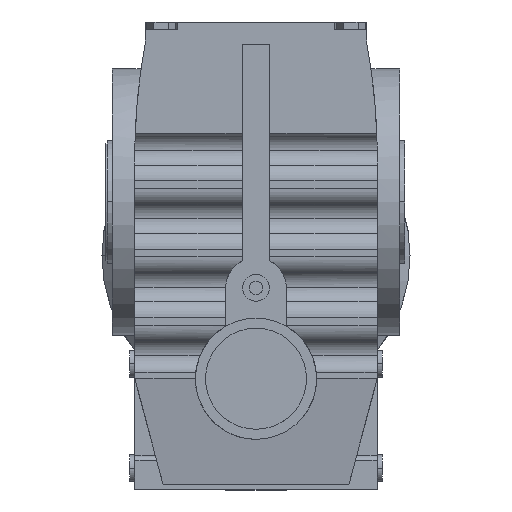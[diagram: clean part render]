
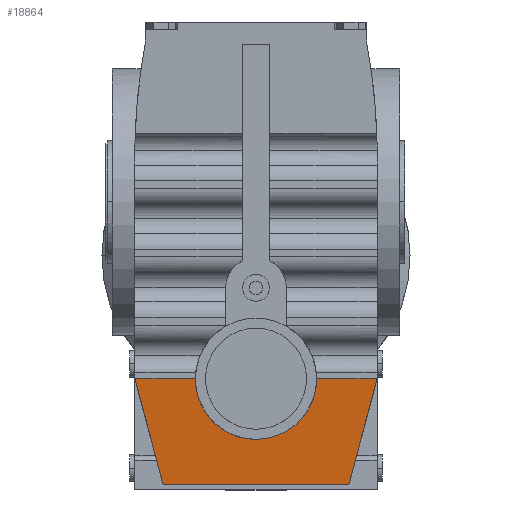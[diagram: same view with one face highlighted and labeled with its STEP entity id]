
A CAD part, top view. The second image highlights one B-rep face of the part: STEP entity #18864.
In plain terms, the highlighted planar face has unit normal (0, -0.126, 0.992).
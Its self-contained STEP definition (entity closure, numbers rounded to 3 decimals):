
#6079 = VERTEX_POINT('',#6080);
#6080 = CARTESIAN_POINT('',(-118.,-120.333,397.25));
#6094 = PLANE('',#6095);
#6095 = AXIS2_PLACEMENT_3D('',#6096,#6097,#6098);
#6096 = CARTESIAN_POINT('',(-118.,-120.333,-3.));
#6097 = DIRECTION('',(-0.966,-0.259,0.));
#6098 = DIRECTION('',(0.259,-0.966,0.));
#6122 = PLANE('',#6123);
#6123 = AXIS2_PLACEMENT_3D('',#6124,#6125,#6126);
#6124 = CARTESIAN_POINT('',(118.,227.,397.25));
#6125 = DIRECTION('',(0.,0.,-1.));
#6126 = DIRECTION('',(0.,1.,0.));
#9763 = VERTEX_POINT('',#9764);
#9764 = CARTESIAN_POINT('',(-90.491,-223.,384.25));
#9778 = PLANE('',#9779);
#9779 = AXIS2_PLACEMENT_3D('',#9780,#9781,#9782);
#9780 = CARTESIAN_POINT('',(118.,-223.,81.25));
#9781 = DIRECTION('',(0.,1.,0.));
#9782 = DIRECTION('',(0.,0.,1.));
#9790 = EDGE_CURVE('',#9763,#6079,#9791,.T.);
#9791 = SURFACE_CURVE('',#9792,(#9796,#9803),.PCURVE_S1.);
#9792 = LINE('',#9793,#9794);
#9793 = CARTESIAN_POINT('',(-76.73,-274.354,
    377.747));
#9794 = VECTOR('',#9795,1.);
#9795 = DIRECTION('',(-0.257,0.959,0.121));
#9796 = PCURVE('',#6094,#9797);
#9797 = DEFINITIONAL_REPRESENTATION('',(#9798),#9802);
#9798 = LINE('',#9799,#9800);
#9799 = CARTESIAN_POINT('',(159.454,380.747));
#9800 = VECTOR('',#9801,1.);
#9801 = DIRECTION('',(-0.993,0.121));
#9802 = ( GEOMETRIC_REPRESENTATION_CONTEXT(2) 
PARAMETRIC_REPRESENTATION_CONTEXT() REPRESENTATION_CONTEXT('2D SPACE',''
  ) );
#9803 = PCURVE('',#9804,#9809);
#9804 = PLANE('',#9805);
#9805 = AXIS2_PLACEMENT_3D('',#9806,#9807,#9808);
#9806 = CARTESIAN_POINT('',(118.,-223.,384.25));
#9807 = DIRECTION('',(0.,0.126,-0.992));
#9808 = DIRECTION('',(0.,0.992,0.126));
#9809 = DEFINITIONAL_REPRESENTATION('',(#9810),#9814);
#9810 = LINE('',#9811,#9812);
#9811 = CARTESIAN_POINT('',(-51.764,-194.73));
#9812 = VECTOR('',#9813,1.);
#9813 = DIRECTION('',(0.966,-0.257));
#9814 = ( GEOMETRIC_REPRESENTATION_CONTEXT(2) 
PARAMETRIC_REPRESENTATION_CONTEXT() REPRESENTATION_CONTEXT('2D SPACE',''
  ) );
#12651 = VERTEX_POINT('',#12652);
#12652 = CARTESIAN_POINT('',(-59.,-120.333,397.25));
#12679 = EDGE_CURVE('',#12651,#6079,#12680,.T.);
#12680 = SURFACE_CURVE('',#12681,(#12685,#12692),.PCURVE_S1.);
#12681 = LINE('',#12682,#12683);
#12682 = CARTESIAN_POINT('',(118.,-120.333,397.25));
#12683 = VECTOR('',#12684,1.);
#12684 = DIRECTION('',(-1.,0.,0.));
#12685 = PCURVE('',#6122,#12686);
#12686 = DEFINITIONAL_REPRESENTATION('',(#12687),#12691);
#12687 = LINE('',#12688,#12689);
#12688 = CARTESIAN_POINT('',(-347.333,0.));
#12689 = VECTOR('',#12690,1.);
#12690 = DIRECTION('',(0.,-1.));
#12691 = ( GEOMETRIC_REPRESENTATION_CONTEXT(2) 
PARAMETRIC_REPRESENTATION_CONTEXT() REPRESENTATION_CONTEXT('2D SPACE',''
  ) );
#12692 = PCURVE('',#9804,#12693);
#12693 = DEFINITIONAL_REPRESENTATION('',(#12694),#12698);
#12694 = LINE('',#12695,#12696);
#12695 = CARTESIAN_POINT('',(103.486,0.));
#12696 = VECTOR('',#12697,1.);
#12697 = DIRECTION('',(0.,-1.));
#12698 = ( GEOMETRIC_REPRESENTATION_CONTEXT(2) 
PARAMETRIC_REPRESENTATION_CONTEXT() REPRESENTATION_CONTEXT('2D SPACE',''
  ) );
#13000 = PLANE('',#13001);
#13001 = AXIS2_PLACEMENT_3D('',#13002,#13003,#13004);
#13002 = CARTESIAN_POINT('',(118.,-120.333,-3.));
#13003 = DIRECTION('',(0.966,-0.259,0.));
#13004 = DIRECTION('',(0.259,0.966,0.));
#18821 = VERTEX_POINT('',#18822);
#18822 = CARTESIAN_POINT('',(90.491,-223.,384.25));
#18843 = EDGE_CURVE('',#18821,#9763,#18844,.T.);
#18844 = SURFACE_CURVE('',#18845,(#18849,#18856),.PCURVE_S1.);
#18845 = LINE('',#18846,#18847);
#18846 = CARTESIAN_POINT('',(118.,-223.,384.25));
#18847 = VECTOR('',#18848,1.);
#18848 = DIRECTION('',(-1.,0.,0.));
#18849 = PCURVE('',#9778,#18850);
#18850 = DEFINITIONAL_REPRESENTATION('',(#18851),#18855);
#18851 = LINE('',#18852,#18853);
#18852 = CARTESIAN_POINT('',(303.,0.));
#18853 = VECTOR('',#18854,1.);
#18854 = DIRECTION('',(0.,-1.));
#18855 = ( GEOMETRIC_REPRESENTATION_CONTEXT(2) 
PARAMETRIC_REPRESENTATION_CONTEXT() REPRESENTATION_CONTEXT('2D SPACE',''
  ) );
#18856 = PCURVE('',#9804,#18857);
#18857 = DEFINITIONAL_REPRESENTATION('',(#18858),#18862);
#18858 = LINE('',#18859,#18860);
#18859 = CARTESIAN_POINT('',(0.,0.));
#18860 = VECTOR('',#18861,1.);
#18861 = DIRECTION('',(0.,-1.));
#18862 = ( GEOMETRIC_REPRESENTATION_CONTEXT(2) 
PARAMETRIC_REPRESENTATION_CONTEXT() REPRESENTATION_CONTEXT('2D SPACE',''
  ) );
#18864 = ADVANCED_FACE('',(#18865),#9804,.F.);
#18865 = FACE_BOUND('',#18866,.T.);
#18866 = EDGE_LOOP('',(#18867,#18919,#18920,#18921,#18922,#18945));
#18867 = ORIENTED_EDGE('',*,*,#18868,.F.);
#18868 = EDGE_CURVE('',#12651,#18869,#18871,.T.);
#18869 = VERTEX_POINT('',#18870);
#18870 = CARTESIAN_POINT('',(59.,-120.333,397.25));
#18871 = SURFACE_CURVE('',#18872,(#18877,#18885),.PCURVE_S1.);
#18872 = ( BOUNDED_CURVE() B_SPLINE_CURVE(3,(#18873,#18874,#18875,#18876
),.UNSPECIFIED.,.F.,.F.) B_SPLINE_CURVE_WITH_KNOTS((4,4),(4.712
,7.854),.PIECEWISE_BEZIER_KNOTS.) CURVE() 
GEOMETRIC_REPRESENTATION_ITEM() RATIONAL_B_SPLINE_CURVE((1.,
0.333,0.333,1.)) REPRESENTATION_ITEM('') );
#18873 = CARTESIAN_POINT('',(-59.,-120.333,397.25));
#18874 = CARTESIAN_POINT('',(-59.,-238.333,382.308));
#18875 = CARTESIAN_POINT('',(59.,-238.333,382.308));
#18876 = CARTESIAN_POINT('',(59.,-120.333,397.25));
#18877 = PCURVE('',#9804,#18878);
#18878 = DEFINITIONAL_REPRESENTATION('',(#18879),#18884);
#18879 = ( BOUNDED_CURVE() B_SPLINE_CURVE(3,(#18880,#18881,#18882,#18883
),.UNSPECIFIED.,.F.,.F.) B_SPLINE_CURVE_WITH_KNOTS((4,4),(4.712
,7.854),.PIECEWISE_BEZIER_KNOTS.) CURVE() 
GEOMETRIC_REPRESENTATION_ITEM() RATIONAL_B_SPLINE_CURVE((1.,
0.333,0.333,1.)) REPRESENTATION_ITEM('') );
#18880 = CARTESIAN_POINT('',(103.486,-177.));
#18881 = CARTESIAN_POINT('',(-15.456,-177.));
#18882 = CARTESIAN_POINT('',(-15.456,-59.));
#18883 = CARTESIAN_POINT('',(103.486,-59.));
#18884 = ( GEOMETRIC_REPRESENTATION_CONTEXT(2) 
PARAMETRIC_REPRESENTATION_CONTEXT() REPRESENTATION_CONTEXT('2D SPACE',''
  ) );
#18885 = PCURVE('',#18886,#18891);
#18886 = CYLINDRICAL_SURFACE('',#18887,59.);
#18887 = AXIS2_PLACEMENT_3D('',#18888,#18889,#18890);
#18888 = CARTESIAN_POINT('',(0.,-120.333,401.25));
#18889 = DIRECTION('',(0.,0.,-1.));
#18890 = DIRECTION('',(-1.,0.,0.));
#18891 = DEFINITIONAL_REPRESENTATION('',(#18892),#18918);
#18892 = B_SPLINE_CURVE_WITH_KNOTS('',3,(#18893,#18894,#18895,#18896,
    #18897,#18898,#18899,#18900,#18901,#18902,#18903,#18904,#18905,
    #18906,#18907,#18908,#18909,#18910,#18911,#18912,#18913,#18914,
    #18915,#18916,#18917),.UNSPECIFIED.,.F.,.F.,(4,1,1,1,1,1,1,1,1,1,1,1
    ,1,1,1,1,1,1,1,1,1,1,4),(4.712,4.855,
    4.998,5.141,5.284,5.426,
    5.569,5.712,5.855,5.998,
    6.14,6.283,6.426,6.569,
    6.712,6.854,6.997,7.14,
    7.283,7.426,7.568,7.711,
    7.854),.QUASI_UNIFORM_KNOTS.);
#18893 = CARTESIAN_POINT('',(6.283,4.));
#18894 = CARTESIAN_POINT('',(6.253,4.226));
#18895 = CARTESIAN_POINT('',(6.19,4.7));
#18896 = CARTESIAN_POINT('',(6.085,5.47));
#18897 = CARTESIAN_POINT('',(5.972,6.295));
#18898 = CARTESIAN_POINT('',(5.848,7.161));
#18899 = CARTESIAN_POINT('',(5.713,8.047));
#18900 = CARTESIAN_POINT('',(5.567,8.921));
#18901 = CARTESIAN_POINT('',(5.412,9.743));
#18902 = CARTESIAN_POINT('',(5.246,10.462));
#18903 = CARTESIAN_POINT('',(5.073,11.026));
#18904 = CARTESIAN_POINT('',(4.894,11.388));
#18905 = CARTESIAN_POINT('',(4.712,11.512));
#18906 = CARTESIAN_POINT('',(4.531,11.388));
#18907 = CARTESIAN_POINT('',(4.352,11.026));
#18908 = CARTESIAN_POINT('',(4.179,10.462));
#18909 = CARTESIAN_POINT('',(4.013,9.743));
#18910 = CARTESIAN_POINT('',(3.857,8.921));
#18911 = CARTESIAN_POINT('',(3.712,8.047));
#18912 = CARTESIAN_POINT('',(3.577,7.161));
#18913 = CARTESIAN_POINT('',(3.453,6.295));
#18914 = CARTESIAN_POINT('',(3.339,5.47));
#18915 = CARTESIAN_POINT('',(3.235,4.7));
#18916 = CARTESIAN_POINT('',(3.172,4.226));
#18917 = CARTESIAN_POINT('',(3.142,4.));
#18918 = ( GEOMETRIC_REPRESENTATION_CONTEXT(2) 
PARAMETRIC_REPRESENTATION_CONTEXT() REPRESENTATION_CONTEXT('2D SPACE',''
  ) );
#18919 = ORIENTED_EDGE('',*,*,#12679,.T.);
#18920 = ORIENTED_EDGE('',*,*,#9790,.F.);
#18921 = ORIENTED_EDGE('',*,*,#18843,.F.);
#18922 = ORIENTED_EDGE('',*,*,#18923,.F.);
#18923 = EDGE_CURVE('',#18924,#18821,#18926,.T.);
#18924 = VERTEX_POINT('',#18925);
#18925 = CARTESIAN_POINT('',(118.,-120.333,397.25));
#18926 = SURFACE_CURVE('',#18927,(#18931,#18938),.PCURVE_S1.);
#18927 = LINE('',#18928,#18929);
#18928 = CARTESIAN_POINT('',(92.306,-216.224,
    385.108));
#18929 = VECTOR('',#18930,1.);
#18930 = DIRECTION('',(-0.257,-0.959,-0.121));
#18931 = PCURVE('',#9804,#18932);
#18932 = DEFINITIONAL_REPRESENTATION('',(#18933),#18937);
#18933 = LINE('',#18934,#18935);
#18934 = CARTESIAN_POINT('',(6.83,-25.694));
#18935 = VECTOR('',#18936,1.);
#18936 = DIRECTION('',(-0.966,-0.257));
#18937 = ( GEOMETRIC_REPRESENTATION_CONTEXT(2) 
PARAMETRIC_REPRESENTATION_CONTEXT() REPRESENTATION_CONTEXT('2D SPACE',''
  ) );
#18938 = PCURVE('',#13000,#18939);
#18939 = DEFINITIONAL_REPRESENTATION('',(#18940),#18944);
#18940 = LINE('',#18941,#18942);
#18941 = CARTESIAN_POINT('',(-99.273,388.108));
#18942 = VECTOR('',#18943,1.);
#18943 = DIRECTION('',(-0.993,-0.121));
#18944 = ( GEOMETRIC_REPRESENTATION_CONTEXT(2) 
PARAMETRIC_REPRESENTATION_CONTEXT() REPRESENTATION_CONTEXT('2D SPACE',''
  ) );
#18945 = ORIENTED_EDGE('',*,*,#18946,.T.);
#18946 = EDGE_CURVE('',#18924,#18869,#18947,.T.);
#18947 = SURFACE_CURVE('',#18948,(#18952,#18959),.PCURVE_S1.);
#18948 = LINE('',#18949,#18950);
#18949 = CARTESIAN_POINT('',(118.,-120.333,397.25));
#18950 = VECTOR('',#18951,1.);
#18951 = DIRECTION('',(-1.,0.,0.));
#18952 = PCURVE('',#9804,#18953);
#18953 = DEFINITIONAL_REPRESENTATION('',(#18954),#18958);
#18954 = LINE('',#18955,#18956);
#18955 = CARTESIAN_POINT('',(103.486,0.));
#18956 = VECTOR('',#18957,1.);
#18957 = DIRECTION('',(0.,-1.));
#18958 = ( GEOMETRIC_REPRESENTATION_CONTEXT(2) 
PARAMETRIC_REPRESENTATION_CONTEXT() REPRESENTATION_CONTEXT('2D SPACE',''
  ) );
#18959 = PCURVE('',#18960,#18965);
#18960 = PLANE('',#18961);
#18961 = AXIS2_PLACEMENT_3D('',#18962,#18963,#18964);
#18962 = CARTESIAN_POINT('',(118.,227.,397.25));
#18963 = DIRECTION('',(0.,0.,-1.));
#18964 = DIRECTION('',(0.,1.,0.));
#18965 = DEFINITIONAL_REPRESENTATION('',(#18966),#18970);
#18966 = LINE('',#18967,#18968);
#18967 = CARTESIAN_POINT('',(-347.333,0.));
#18968 = VECTOR('',#18969,1.);
#18969 = DIRECTION('',(0.,-1.));
#18970 = ( GEOMETRIC_REPRESENTATION_CONTEXT(2) 
PARAMETRIC_REPRESENTATION_CONTEXT() REPRESENTATION_CONTEXT('2D SPACE',''
  ) );
